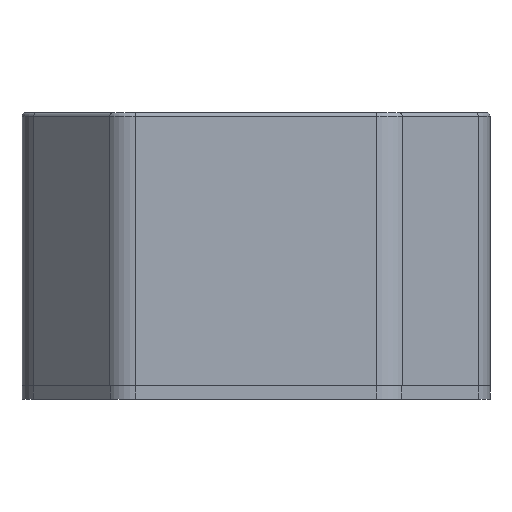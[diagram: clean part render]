
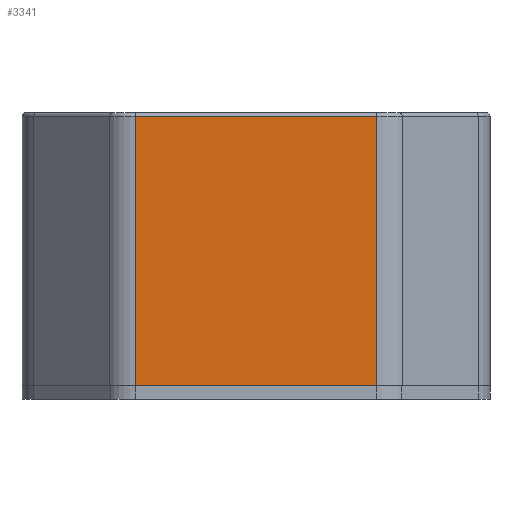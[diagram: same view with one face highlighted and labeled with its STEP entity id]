
A CAD part, front view. The second image highlights one B-rep face of the part: STEP entity #3341.
In plain terms, the highlighted planar face has unit normal (0, -1, 0).
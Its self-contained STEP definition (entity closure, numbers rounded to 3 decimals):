
#3333=AXIS2_PLACEMENT_3D('Plane Axis2P3D',#3330,#3331,#3332) ;
#1186=CARTESIAN_POINT('Vertex',(31.822,0.,25.4)) ;
#1210=CARTESIAN_POINT('Vertex',(10.178,0.,25.4)) ;
#1213=CARTESIAN_POINT('Line Origine',(21.,0.,25.4)) ;
#1915=CARTESIAN_POINT('Line Origine',(31.822,0.,13.45)) ;
#1919=CARTESIAN_POINT('Vertex',(31.822,0.,1.2)) ;
#1950=CARTESIAN_POINT('Vertex',(10.178,0.,1.2)) ;
#1953=CARTESIAN_POINT('Line Origine',(10.178,0.,13.45)) ;
#2537=CARTESIAN_POINT('Line Origine',(21.,0.,1.2)) ;
#3330=CARTESIAN_POINT('Axis2P3D Location',(10.178,0.,1.2)) ;
#1214=DIRECTION('Vector Direction',(-1.,0.,0.)) ;
#1916=DIRECTION('Vector Direction',(0.,0.,-1.)) ;
#1954=DIRECTION('Vector Direction',(0.,0.,-1.)) ;
#2538=DIRECTION('Vector Direction',(1.,0.,0.)) ;
#3331=DIRECTION('Axis2P3D Direction',(0.,-1.,0.)) ;
#3332=DIRECTION('Axis2P3D XDirection',(1.,0.,0.)) ;
#1215=VECTOR('Line Direction',#1214,1.) ;
#1917=VECTOR('Line Direction',#1916,1.) ;
#1955=VECTOR('Line Direction',#1954,1.) ;
#2539=VECTOR('Line Direction',#2538,1.) ;
#3336=ORIENTED_EDGE('',*,*,#1957,.F.) ;
#3337=ORIENTED_EDGE('',*,*,#2541,.F.) ;
#3338=ORIENTED_EDGE('',*,*,#1921,.T.) ;
#3339=ORIENTED_EDGE('',*,*,#1217,.T.) ;
#3341=ADVANCED_FACE('Hauptkoerper',(#3340),#3334,.T.) ;
#1217=EDGE_CURVE('',#1187,#1211,#1216,.T.) ;
#1921=EDGE_CURVE('',#1920,#1187,#1918,.F.) ;
#1957=EDGE_CURVE('',#1951,#1211,#1956,.F.) ;
#2541=EDGE_CURVE('',#1920,#1951,#2540,.F.) ;
#3335=EDGE_LOOP('',(#3336,#3337,#3338,#3339)) ;
#3340=FACE_OUTER_BOUND('',#3335,.T.) ;
#1216=LINE('Line',#1213,#1215) ;
#1918=LINE('Line',#1915,#1917) ;
#1956=LINE('Line',#1953,#1955) ;
#2540=LINE('Line',#2537,#2539) ;
#3334=PLANE('',#3333) ;
#1187=VERTEX_POINT('',#1186) ;
#1211=VERTEX_POINT('',#1210) ;
#1920=VERTEX_POINT('',#1919) ;
#1951=VERTEX_POINT('',#1950) ;
